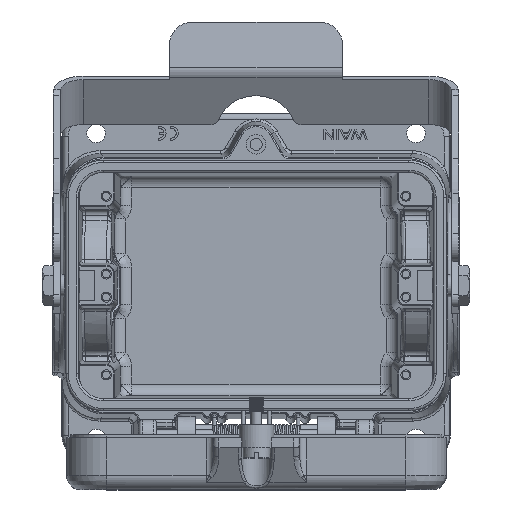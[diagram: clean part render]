
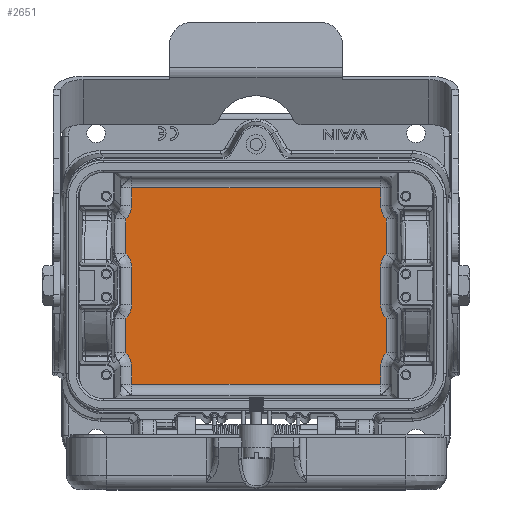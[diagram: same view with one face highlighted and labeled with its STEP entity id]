
A CAD part, top view. The second image highlights one B-rep face of the part: STEP entity #2651.
In plain terms, the highlighted planar face has unit normal (0, 0, 1).
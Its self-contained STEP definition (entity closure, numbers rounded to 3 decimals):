
#2651=ADVANCED_FACE('',(#3923),#3196,.T.);
#3196=PLANE('',#17716);
#3923=FACE_OUTER_BOUND('',#4918,.T.);
#4918=EDGE_LOOP('',(#10558,#10559,#10560,#10561,#10562,#10563,#10564,#10565,
#10566,#10567,#10568,#10569,#10570,#10571,#10572,#10573,#10574,#10575,#10576,
#10577));
#5682=LINE('',#25600,#6799);
#5711=LINE('',#25817,#6828);
#5727=LINE('',#26195,#6844);
#5729=LINE('',#26205,#6846);
#5731=LINE('',#26213,#6848);
#5750=LINE('',#26671,#6867);
#5752=LINE('',#26694,#6869);
#5764=LINE('',#27142,#6881);
#5765=LINE('',#27148,#6882);
#5790=LINE('',#27828,#6907);
#6017=LINE('',#30773,#7134);
#6018=LINE('',#30792,#7135);
#6799=VECTOR('',#19625,1.);
#6828=VECTOR('',#19762,1.);
#6844=VECTOR('',#19836,1.);
#6846=VECTOR('',#19848,1.);
#6848=VECTOR('',#19856,1.);
#6867=VECTOR('',#19967,1.);
#6869=VECTOR('',#19983,1.);
#6881=VECTOR('',#20067,1.);
#6882=VECTOR('',#20074,1.);
#6907=VECTOR('',#20213,1.);
#7134=VECTOR('',#21318,1.);
#7135=VECTOR('',#21329,1.);
#10558=ORIENTED_EDGE('',*,*,#15372,.F.);
#10559=ORIENTED_EDGE('',*,*,#15325,.F.);
#10560=ORIENTED_EDGE('',*,*,#15376,.F.);
#10561=ORIENTED_EDGE('',*,*,#14747,.F.);
#10562=ORIENTED_EDGE('',*,*,#14744,.F.);
#10563=ORIENTED_EDGE('',*,*,#14824,.F.);
#10564=ORIENTED_EDGE('',*,*,#14828,.F.);
#10565=ORIENTED_EDGE('',*,*,#14682,.F.);
#10566=ORIENTED_EDGE('',*,*,#14687,.F.);
#10567=ORIENTED_EDGE('',*,*,#14690,.F.);
#10568=ORIENTED_EDGE('',*,*,#14694,.F.);
#10569=ORIENTED_EDGE('',*,*,#14675,.F.);
#10570=ORIENTED_EDGE('',*,*,#14622,.F.);
#10571=ORIENTED_EDGE('',*,*,#14618,.F.);
#10572=ORIENTED_EDGE('',*,*,#14613,.F.);
#10573=ORIENTED_EDGE('',*,*,#14497,.F.);
#10574=ORIENTED_EDGE('',*,*,#14570,.F.);
#10575=ORIENTED_EDGE('',*,*,#14566,.F.);
#10576=ORIENTED_EDGE('',*,*,#14507,.F.);
#10577=ORIENTED_EDGE('',*,*,#15375,.F.);
#12813=VERTEX_POINT('',#25478);
#12816=VERTEX_POINT('',#25483);
#12823=VERTEX_POINT('',#25595);
#12825=VERTEX_POINT('',#25599);
#12866=VERTEX_POINT('',#25800);
#12886=VERTEX_POINT('',#26196);
#12888=VERTEX_POINT('',#26203);
#12890=VERTEX_POINT('',#26209);
#12925=VERTEX_POINT('',#26555);
#12931=VERTEX_POINT('',#26649);
#12932=VERTEX_POINT('',#26651);
#12935=VERTEX_POINT('',#26670);
#12936=VERTEX_POINT('',#26675);
#12962=VERTEX_POINT('',#27141);
#12963=VERTEX_POINT('',#27143);
#12965=VERTEX_POINT('',#27149);
#13006=VERTEX_POINT('',#27809);
#13272=VERTEX_POINT('',#30287);
#13273=VERTEX_POINT('',#30289);
#13294=VERTEX_POINT('',#30774);
#14497=EDGE_CURVE('',#12816,#12813,#16339,.T.);
#14507=EDGE_CURVE('',#12825,#12823,#5682,.T.);
#14566=EDGE_CURVE('',#12823,#12866,#16352,.T.);
#14570=EDGE_CURVE('',#12866,#12816,#5711,.T.);
#14613=EDGE_CURVE('',#12813,#12886,#5727,.T.);
#14618=EDGE_CURVE('',#12886,#12888,#5729,.T.);
#14622=EDGE_CURVE('',#12888,#12890,#5731,.T.);
#14675=EDGE_CURVE('',#12890,#12925,#16376,.T.);
#14682=EDGE_CURVE('',#12931,#12932,#16377,.T.);
#14687=EDGE_CURVE('',#12935,#12931,#5750,.T.);
#14690=EDGE_CURVE('',#12936,#12935,#16380,.T.);
#14694=EDGE_CURVE('',#12925,#12936,#5752,.T.);
#14744=EDGE_CURVE('',#12962,#12963,#5764,.T.);
#14747=EDGE_CURVE('',#12963,#12965,#5765,.T.);
#14824=EDGE_CURVE('',#13006,#12962,#16407,.T.);
#14828=EDGE_CURVE('',#12932,#13006,#5790,.T.);
#15325=EDGE_CURVE('',#13272,#13273,#16518,.T.);
#15372=EDGE_CURVE('',#13273,#13294,#6017,.T.);
#15375=EDGE_CURVE('',#13294,#12825,#16527,.T.);
#15376=EDGE_CURVE('',#12965,#13272,#6018,.T.);
#16339=ELLIPSE('',#17027,6.504,6.5);
#16352=ELLIPSE('',#17082,6.504,6.5);
#16376=ELLIPSE('',#17162,6.504,6.5);
#16377=ELLIPSE('',#17165,6.504,6.5);
#16380=ELLIPSE('',#17172,6.504,6.5);
#16407=ELLIPSE('',#17268,6.504,6.5);
#16518=ELLIPSE('',#17678,6.504,6.5);
#16527=ELLIPSE('',#17715,6.504,6.5);
#17027=AXIS2_PLACEMENT_3D('',#25484,#19614,#19615);
#17082=AXIS2_PLACEMENT_3D('',#25799,#19753,#19754);
#17162=AXIS2_PLACEMENT_3D('',#26554,#19952,#19953);
#17165=AXIS2_PLACEMENT_3D('',#26650,#19958,#19959);
#17172=AXIS2_PLACEMENT_3D('',#26676,#19974,#19975);
#17268=AXIS2_PLACEMENT_3D('',#27810,#20204,#20205);
#17678=AXIS2_PLACEMENT_3D('',#30288,#21241,#21242);
#17715=AXIS2_PLACEMENT_3D('',#30779,#21327,#21328);
#17716=AXIS2_PLACEMENT_3D('',#30793,#21330,#21331);
#19614=DIRECTION('',(0.,0.,1.));
#19615=DIRECTION('',(-0.707,0.707,0.));
#19625=DIRECTION('',(0.,-1.,0.));
#19753=DIRECTION('',(0.,0.,1.));
#19754=DIRECTION('',(-0.707,-0.707,0.));
#19762=DIRECTION('',(0.,-1.,0.));
#19836=DIRECTION('',(0.,-1.,0.));
#19848=DIRECTION('',(-1.,0.,0.));
#19856=DIRECTION('',(0.,1.,0.));
#19952=DIRECTION('',(0.,0.,1.));
#19953=DIRECTION('',(0.707,0.707,0.));
#19958=DIRECTION('',(0.,0.,1.));
#19959=DIRECTION('',(0.707,0.707,0.));
#19967=DIRECTION('',(0.,1.,0.));
#19974=DIRECTION('',(0.,0.,1.));
#19975=DIRECTION('',(0.707,-0.707,0.));
#19983=DIRECTION('',(0.,1.,0.));
#20067=DIRECTION('',(0.,1.,0.));
#20074=DIRECTION('',(1.,0.,0.));
#20204=DIRECTION('',(0.,0.,1.));
#20205=DIRECTION('',(0.707,-0.707,0.));
#20213=DIRECTION('',(0.,1.,0.));
#21241=DIRECTION('',(0.,0.,1.));
#21242=DIRECTION('',(-0.707,-0.707,0.));
#21318=DIRECTION('',(0.,-1.,0.));
#21327=DIRECTION('',(0.,0.,1.));
#21328=DIRECTION('',(-0.707,0.707,0.));
#21329=DIRECTION('',(0.,-1.,0.));
#21330=DIRECTION('',(0.,0.,1.));
#21331=DIRECTION('',(0.,-1.,0.));
#25478=CARTESIAN_POINT('',(200.825,60.081,70.437));
#25483=CARTESIAN_POINT('',(202.825,64.771,70.437));
#25484=CARTESIAN_POINT('',(207.327,60.077,70.437));
#25595=CARTESIAN_POINT('',(200.825,81.489,70.437));
#25599=CARTESIAN_POINT('',(200.825,94.581,70.437));
#25600=CARTESIAN_POINT('',(200.825,81.072,70.437));
#25799=CARTESIAN_POINT('',(207.327,81.494,70.437));
#25800=CARTESIAN_POINT('',(202.825,76.799,70.437));
#25817=CARTESIAN_POINT('',(202.825,57.981,70.437));
#26195=CARTESIAN_POINT('',(200.825,88.035,70.437));
#26196=CARTESIAN_POINT('',(200.825,53.862,70.437));
#26203=CARTESIAN_POINT('',(114.413,53.862,70.437));
#26205=CARTESIAN_POINT('',(92.565,53.862,70.437));
#26209=CARTESIAN_POINT('',(114.413,60.081,70.437));
#26213=CARTESIAN_POINT('',(114.413,60.498,70.437));
#26554=CARTESIAN_POINT('',(107.91,60.077,70.437));
#26555=CARTESIAN_POINT('',(112.413,64.771,70.437));
#26649=CARTESIAN_POINT('',(114.413,94.581,70.437));
#26650=CARTESIAN_POINT('',(107.91,94.577,70.437));
#26651=CARTESIAN_POINT('',(112.413,99.271,70.437));
#26670=CARTESIAN_POINT('',(114.413,81.489,70.437));
#26671=CARTESIAN_POINT('',(114.413,94.998,70.437));
#26675=CARTESIAN_POINT('',(112.413,76.799,70.437));
#26676=CARTESIAN_POINT('',(107.91,81.494,70.437));
#26694=CARTESIAN_POINT('',(112.413,88.035,70.437));
#27141=CARTESIAN_POINT('',(114.413,115.989,70.437));
#27142=CARTESIAN_POINT('',(114.413,115.56,70.437));
#27143=CARTESIAN_POINT('',(114.412,122.208,70.437));
#27148=CARTESIAN_POINT('',(157.619,122.208,70.437));
#27149=CARTESIAN_POINT('',(200.825,122.208,70.437));
#27809=CARTESIAN_POINT('',(112.413,111.299,70.437));
#27810=CARTESIAN_POINT('',(107.91,115.994,70.437));
#27828=CARTESIAN_POINT('',(112.413,88.035,70.437));
#30287=CARTESIAN_POINT('',(200.825,115.989,70.437));
#30288=CARTESIAN_POINT('',(207.327,115.994,70.437));
#30289=CARTESIAN_POINT('',(202.825,111.299,70.437));
#30773=CARTESIAN_POINT('',(202.825,88.035,70.437));
#30774=CARTESIAN_POINT('',(202.825,99.271,70.437));
#30779=CARTESIAN_POINT('',(207.327,94.577,70.437));
#30792=CARTESIAN_POINT('',(200.825,115.572,70.437));
#30793=CARTESIAN_POINT('',(157.619,88.035,70.437));
